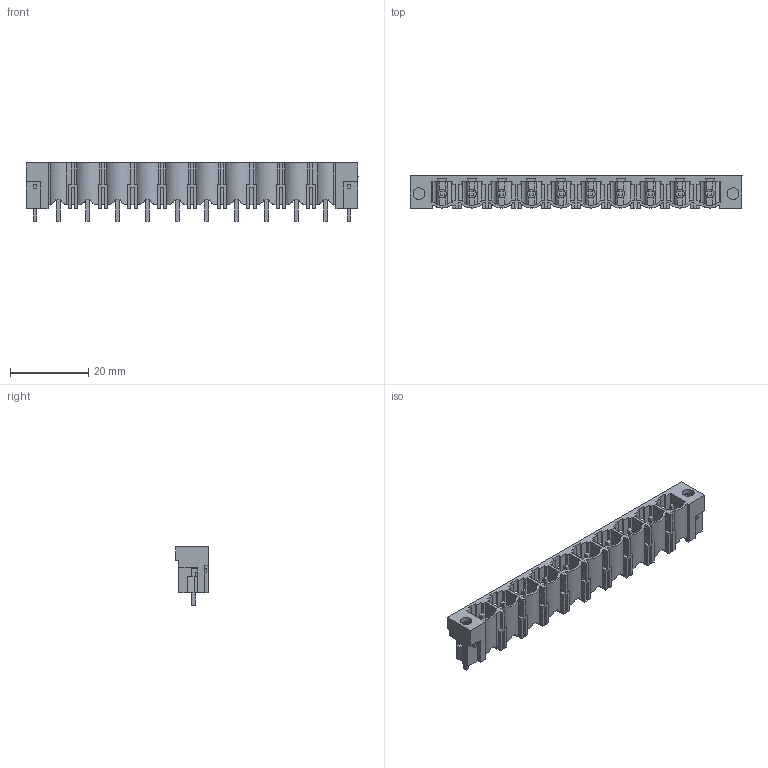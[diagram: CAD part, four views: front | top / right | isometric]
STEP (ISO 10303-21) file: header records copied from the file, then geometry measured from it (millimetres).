
FILE_DESCRIPTION(('CATIA V5 STEP Exchange','CAx-IF Rec.Pracs.--- Model Styling and Organization---1.4--- 2014-01-23'),'2;1');
FILE_NAME ('D1448936_1_1141170000_1141170000.stp','2021-05-21T12:55:07+00:00',('none'),('Weidmueller'),'CATIA Version 5-6 Release 2016 SP3 HF44','CATIA V5 STEP AP214','none');
FILE_SCHEMA(('AUTOMOTIVE_DESIGN { 1 0 10303 214 1 1 1 1 }'));
Length unit declared in the file: millimetre
Products named in the file (1): 1141170000
Bounding box: 85.06 x 8.4 x 14.95 mm (x, y, z)
Volume: 3059.3 mm3; surface area: 7869 mm2
Topology: 13 solids, 13 shells, 662 faces, 1892 edges, 1244 vertices
Faces by surface type: plane 558, cylinder 104
Entity records: 20119 total; most frequent: CARTESIAN_POINT 3988, ORIENTED_EDGE 3784, DIRECTION 2615, EDGE_CURVE 1892, VECTOR 1604, LINE 1604, VERTEX_POINT 1244, EDGE_LOOP 678
